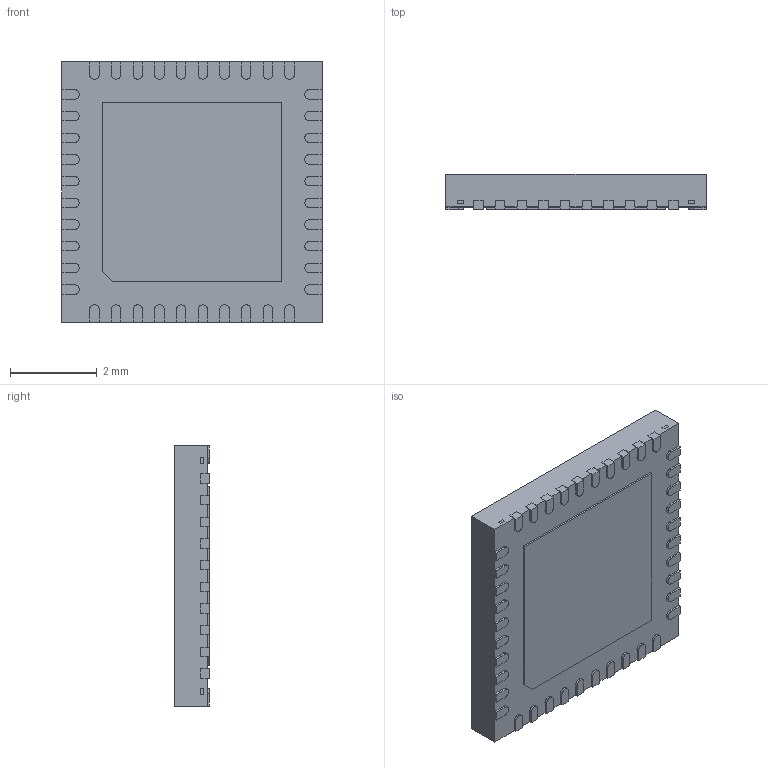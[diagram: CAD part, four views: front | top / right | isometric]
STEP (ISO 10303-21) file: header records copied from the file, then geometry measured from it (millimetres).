
FILE_DESCRIPTION (( 'STEP AP214' ), '1' );
FILE_NAME ('DAC7822IRTAR.STEP', '2023-10-12T17:44:10', ( '' ), ( '' ), 'SwSTEP 2.0', 'SolidWorks 2021', '' );
FILE_SCHEMA (( 'AUTOMOTIVE_DESIGN' ));
Length unit declared in the file: millimetre
Products named in the file (1): DAC7822IRTAR
Bounding box: 6 x 0.8 x 6 mm (x, y, z)
Volume: 28 mm3; surface area: 151.7 mm2
Topology: 51 solids, 51 shells, 534 faces, 1266 edges, 844 vertices
Faces by surface type: plane 430, cylinder 104
Entity records: 15742 total; most frequent: CARTESIAN_POINT 2645, DIRECTION 2544, ORIENTED_EDGE 2532, EDGE_CURVE 1266, VECTOR 1058, LINE 1058, VERTEX_POINT 844, AXIS2_PLACEMENT_3D 743
